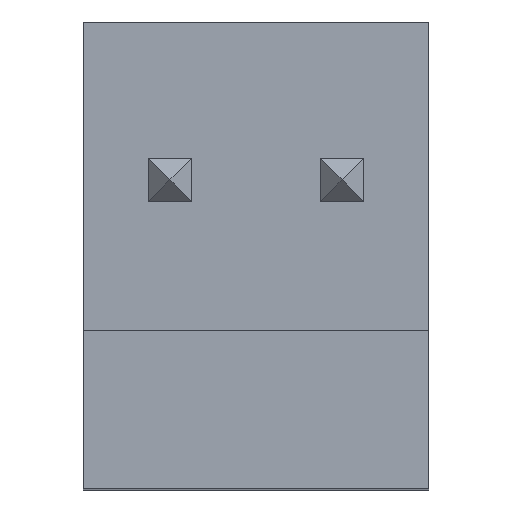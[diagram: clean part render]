
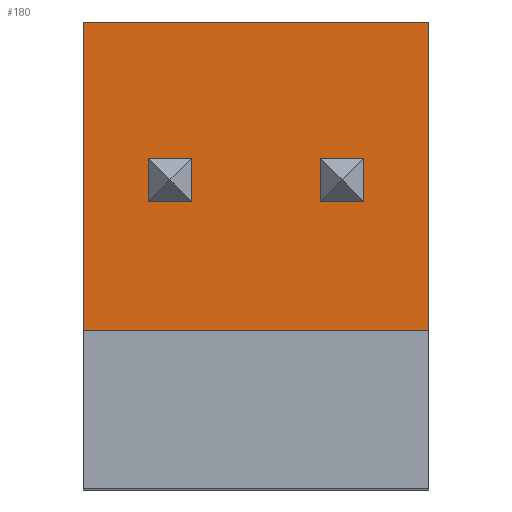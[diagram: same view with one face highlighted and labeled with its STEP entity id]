
A CAD part, top view. The second image highlights one B-rep face of the part: STEP entity #180.
In plain terms, the highlighted planar face has unit normal (0, 0, 1).
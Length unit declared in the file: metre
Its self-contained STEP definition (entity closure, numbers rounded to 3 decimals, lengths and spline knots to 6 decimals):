
#180 = ADVANCED_FACE( '', ( #451 ), #452, .F. );
#194 = EDGE_CURVE( '', #471, #472, #473, .T. );
#198 = EDGE_CURVE( '', #407, #472, #478, .T. );
#232 = EDGE_CURVE( '', #524, #407, #525, .T. );
#292 = EDGE_CURVE( '', #524, #471, #605, .T. );
#407 = VERTEX_POINT( '', #731 );
#451 = FACE_OUTER_BOUND( '', #789, .T. );
#452 = PLANE( '', #790 );
#471 = VERTEX_POINT( '', #818 );
#472 = VERTEX_POINT( '', #819 );
#473 = LINE( '', #820, #821 );
#478 = LINE( '', #827, #828 );
#524 = VERTEX_POINT( '', #899 );
#525 = LINE( '', #900, #901 );
#605 = LINE( '', #1012, #1013 );
#731 = CARTESIAN_POINT( '', ( -0.002433, 0.002786, 0.0028 ) );
#789 = EDGE_LOOP( '', ( #1203, #1204, #1205, #1206 ) );
#790 = AXIS2_PLACEMENT_3D( '', #1207, #1208, #1209 );
#818 = CARTESIAN_POINT( '', ( 0.002667, -0.001898, 0.0028 ) );
#819 = CARTESIAN_POINT( '', ( 0.002667, 0.002786, 0.0028 ) );
#820 = CARTESIAN_POINT( '', ( 0.002667, -0.00184, 0.0028 ) );
#821 = VECTOR( '', #1229, 1. );
#827 = CARTESIAN_POINT( '', ( -0.002433, 0.002786, 0.0028 ) );
#828 = VECTOR( '', #1238, 1. );
#899 = CARTESIAN_POINT( '', ( -0.002433, -0.001898, 0.0028 ) );
#900 = CARTESIAN_POINT( '', ( -0.002433, -0.00184, 0.0028 ) );
#901 = VECTOR( '', #1290, 1. );
#1012 = CARTESIAN_POINT( '', ( -0.002433, -0.001898, 0.0028 ) );
#1013 = VECTOR( '', #1411, 1. );
#1203 = ORIENTED_EDGE( '', *, *, #194, .T. );
#1204 = ORIENTED_EDGE( '', *, *, #198, .F. );
#1205 = ORIENTED_EDGE( '', *, *, #232, .F. );
#1206 = ORIENTED_EDGE( '', *, *, #292, .T. );
#1207 = CARTESIAN_POINT( '', ( -0.002433, -0.00184, 0.0028 ) );
#1208 = DIRECTION( '', ( 0., 0., -1. ) );
#1209 = DIRECTION( '', ( 0., -1., 0. ) );
#1229 = DIRECTION( '', ( 0., 1., 0. ) );
#1238 = DIRECTION( '', ( 1., 0., 0. ) );
#1290 = DIRECTION( '', ( 0., 1., 0. ) );
#1411 = DIRECTION( '', ( 1., 0., 0. ) );
